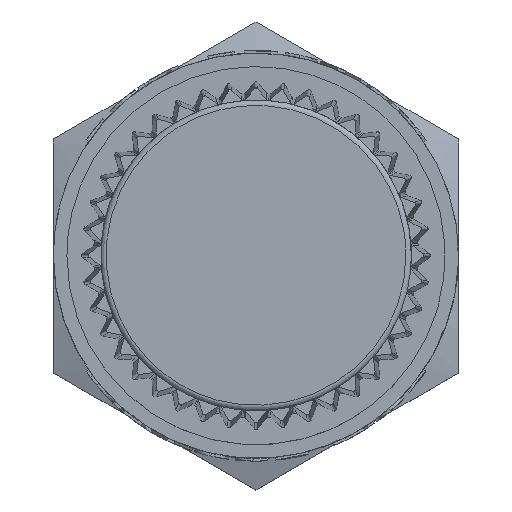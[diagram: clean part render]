
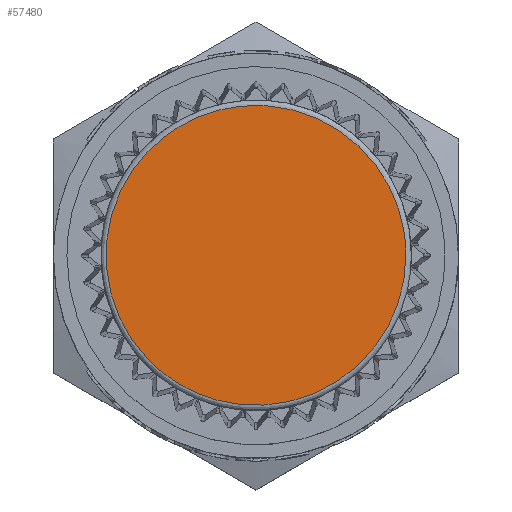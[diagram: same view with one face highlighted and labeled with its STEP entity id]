
A CAD part, top view. The second image highlights one B-rep face of the part: STEP entity #57480.
In plain terms, the highlighted free-form (B-spline) face has degree [1, 1] with [2, 2] control points.
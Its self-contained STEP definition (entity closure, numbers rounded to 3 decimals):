
#57295 = EDGE_CURVE('',#57296,#57296,#57298,.T.);
#57296 = VERTEX_POINT('',#57297);
#57297 = CARTESIAN_POINT('',(5.519,0.,
    0.497));
#57298 = ( BOUNDED_CURVE() B_SPLINE_CURVE(2,(#57299,#57300,#57301,#57302
    ,#57303,#57304,#57305),.UNSPECIFIED.,.T.,.F.) 
B_SPLINE_CURVE_WITH_KNOTS((3,2,2,3),(3.142,5.236,
7.33,9.425),.PIECEWISE_BEZIER_KNOTS.) CURVE() 
GEOMETRIC_REPRESENTATION_ITEM() RATIONAL_B_SPLINE_CURVE((1.,0.5,1.,0.5,
1.,0.5,1.)) REPRESENTATION_ITEM('') );
#57299 = CARTESIAN_POINT('',(5.519,0.,
    0.497));
#57300 = CARTESIAN_POINT('',(5.519,-9.559,
    0.497));
#57301 = CARTESIAN_POINT('',(-2.759,-4.78,
    0.497));
#57302 = CARTESIAN_POINT('',(-11.038,0.,
    0.497));
#57303 = CARTESIAN_POINT('',(-2.759,4.78,
    0.497));
#57304 = CARTESIAN_POINT('',(5.519,9.559,
    0.497));
#57305 = CARTESIAN_POINT('',(5.519,0.,
    0.497));
#57480 = ADVANCED_FACE('',(#57481),#57484,.T.);
#57481 = FACE_BOUND('',#57482,.T.);
#57482 = EDGE_LOOP('',(#57483));
#57483 = ORIENTED_EDGE('',*,*,#57295,.F.);
#57484 = B_SPLINE_SURFACE_WITH_KNOTS('',1,1,(
    (#57485,#57486)
    ,(#57487,#57488
  )),.UNSPECIFIED.,.F.,.F.,.F.,(2,2),(2,2),(-5.55,5.55),(-5.55,5.55),
  .PIECEWISE_BEZIER_KNOTS.);
#57485 = CARTESIAN_POINT('',(-5.519,-5.519,
    0.497));
#57486 = CARTESIAN_POINT('',(-5.519,5.519,
    0.497));
#57487 = CARTESIAN_POINT('',(5.519,-5.519,
    0.497));
#57488 = CARTESIAN_POINT('',(5.519,5.519,
    0.497));
